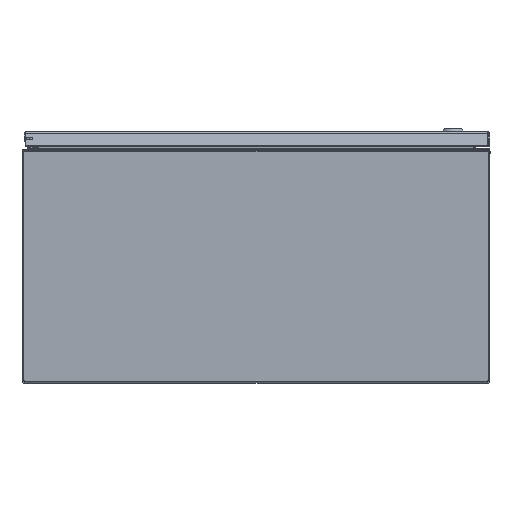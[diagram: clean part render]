
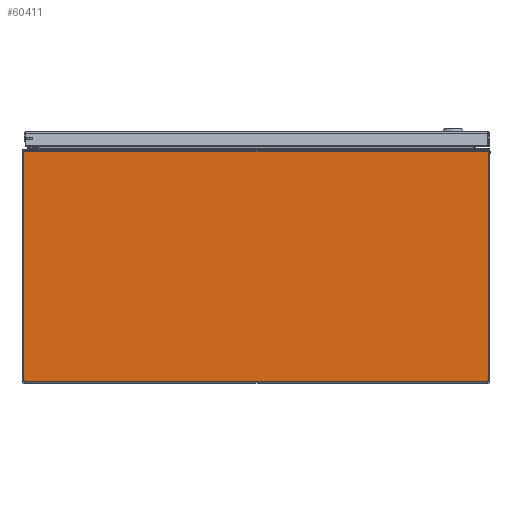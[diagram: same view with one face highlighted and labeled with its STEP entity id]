
A CAD part, front view. The second image highlights one B-rep face of the part: STEP entity #60411.
In plain terms, the highlighted planar face has unit normal (0, -1, 0).
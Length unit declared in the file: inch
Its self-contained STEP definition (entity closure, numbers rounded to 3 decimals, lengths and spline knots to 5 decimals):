
#3174 = DIRECTION ( 'NONE',  ( 0., 1., 0. ) ) ;
#5446 = ORIENTED_EDGE ( 'NONE', *, *, #46122, .T. ) ;
#7529 = DIRECTION ( 'NONE',  ( 0., 0., 1. ) ) ;
#8090 = CARTESIAN_POINT ( 'NONE',  ( 11.86203, -14.39682, 0.10525 ) ) ;
#8924 = ORIENTED_EDGE ( 'NONE', *, *, #91022, .T. ) ;
#10353 = CARTESIAN_POINT ( 'NONE',  ( 11.92511, -14.39682, 0.07489 ) ) ;
#12229 = VERTEX_POINT ( 'NONE', #41633 ) ;
#13604 = VECTOR ( 'NONE', #7529, 39.37008 ) ;
#13809 = LINE ( 'NONE', #15105, #88892 ) ;
#13892 = VERTEX_POINT ( 'NONE', #8090 ) ;
#15105 = CARTESIAN_POINT ( 'NONE',  ( 11.963, -14.39682, 0.10525 ) ) ;
#18319 = ORIENTED_EDGE ( 'NONE', *, *, #91147, .F. ) ;
#20474 = LINE ( 'NONE', #56036, #60417 ) ;
#24216 = CARTESIAN_POINT ( 'NONE',  ( 0., -14.39682, -14.24703 ) ) ;
#27268 = VERTEX_POINT ( 'NONE', #89339 ) ;
#32237 = AXIS2_PLACEMENT_3D ( 'NONE', #73191, #72894, #64987 ) ;
#34638 = EDGE_CURVE ( 'NONE', #92589, #61582, #13809, .T. ) ;
#34930 = CARTESIAN_POINT ( 'NONE',  ( 11.963, -14.39682, 11.89475 ) ) ;
#37329 = AXIS2_PLACEMENT_3D ( 'NONE', #24216, #3174, #68110 ) ;
#37509 = CIRCLE ( 'NONE', #32237, 0.07 ) ;
#37830 = EDGE_CURVE ( 'NONE', #78856, #12229, #78475, .T. ) ;
#40374 = ORIENTED_EDGE ( 'NONE', *, *, #34638, .F. ) ;
#40574 = LINE ( 'NONE', #40582, #76995 ) ;
#40582 = CARTESIAN_POINT ( 'NONE',  ( 0., -14.39682, 0.10525 ) ) ;
#41633 = CARTESIAN_POINT ( 'NONE',  ( -11.963, -14.39682, 11.89475 ) ) ;
#43369 = AXIS2_PLACEMENT_3D ( 'NONE', #10353, #61306, #62232 ) ;
#46122 = EDGE_CURVE ( 'NONE', #78856, #27268, #37509, .T. ) ;
#46821 = PLANE ( 'NONE',  #37329 ) ;
#46965 = DIRECTION ( 'NONE',  ( 0., 0., -1. ) ) ;
#48377 = DIRECTION ( 'NONE',  ( 1., 0., 0. ) ) ;
#52368 = ORIENTED_EDGE ( 'NONE', *, *, #37830, .F. ) ;
#53538 = EDGE_CURVE ( 'NONE', #12229, #92589, #20474, .T. ) ;
#54776 = FACE_OUTER_BOUND ( 'NONE', #74400, .T. ) ;
#56036 = CARTESIAN_POINT ( 'NONE',  ( 0., -14.39682, 11.89475 ) ) ;
#60411 = ADVANCED_FACE ( 'NONE', ( #54776 ), #46821, .F. ) ;
#60417 = VECTOR ( 'NONE', #48377, 39.37008 ) ;
#61306 = DIRECTION ( 'NONE',  ( 0., 1., 0. ) ) ;
#61582 = VERTEX_POINT ( 'NONE', #65179 ) ;
#62232 = DIRECTION ( 'NONE',  ( 0., 0., -1. ) ) ;
#64987 = DIRECTION ( 'NONE',  ( 0., 0., -1. ) ) ;
#65179 = CARTESIAN_POINT ( 'NONE',  ( 11.963, -14.39682, 0.13375 ) ) ;
#68110 = DIRECTION ( 'NONE',  ( 0., 0., 1. ) ) ;
#70137 = CIRCLE ( 'NONE', #43369, 0.07 ) ;
#72894 = DIRECTION ( 'NONE',  ( 0., 1., 0. ) ) ;
#73191 = CARTESIAN_POINT ( 'NONE',  ( -11.92511, -14.39682, 0.07489 ) ) ;
#74400 = EDGE_LOOP ( 'NONE', ( #18319, #8924, #40374, #77182, #52368, #5446 ) ) ;
#76208 = DIRECTION ( 'NONE',  ( -1., 0., 0. ) ) ;
#76995 = VECTOR ( 'NONE', #76208, 39.37008 ) ;
#77182 = ORIENTED_EDGE ( 'NONE', *, *, #53538, .F. ) ;
#78475 = LINE ( 'NONE', #86702, #13604 ) ;
#78856 = VERTEX_POINT ( 'NONE', #87403 ) ;
#86702 = CARTESIAN_POINT ( 'NONE',  ( -11.963, -14.39682, 0.10525 ) ) ;
#87403 = CARTESIAN_POINT ( 'NONE',  ( -11.963, -14.39682, 0.13375 ) ) ;
#88892 = VECTOR ( 'NONE', #46965, 39.37008 ) ;
#89339 = CARTESIAN_POINT ( 'NONE',  ( -11.86203, -14.39682, 0.10525 ) ) ;
#91022 = EDGE_CURVE ( 'NONE', #13892, #61582, #70137, .T. ) ;
#91147 = EDGE_CURVE ( 'NONE', #13892, #27268, #40574, .T. ) ;
#92589 = VERTEX_POINT ( 'NONE', #34930 ) ;
